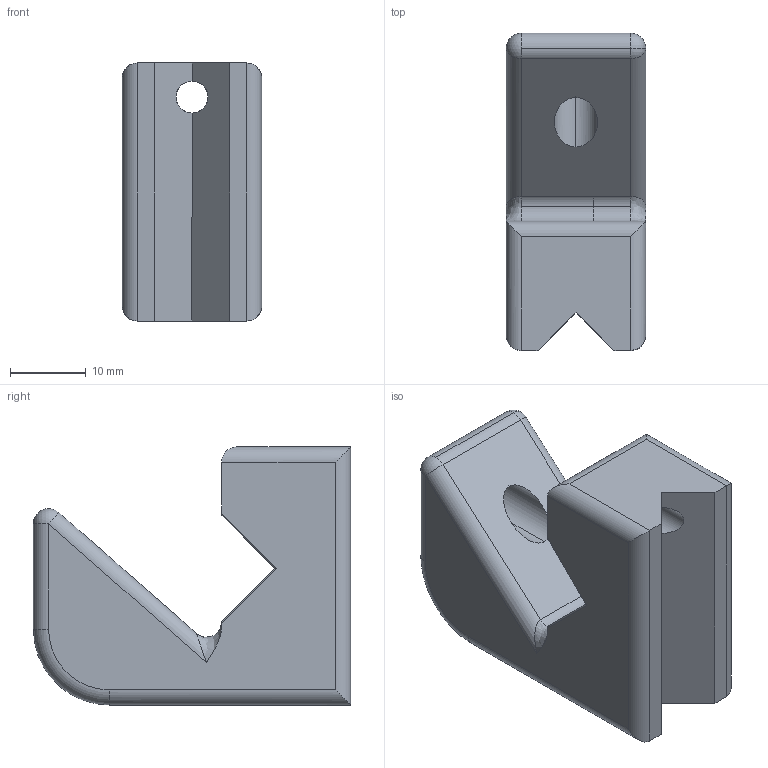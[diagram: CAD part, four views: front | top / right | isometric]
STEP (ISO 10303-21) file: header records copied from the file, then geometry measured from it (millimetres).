
FILE_DESCRIPTION (( 'STEP AP203' ), '1' );
FILE_NAME ('ear_bar_clamp.STEP', '2023-10-27T13:43:45', ( 'Neurobiology' ), ( '' ), 'SwSTEP 2.0', 'SolidWorks 2021', '' );
FILE_SCHEMA (( 'CONFIG_CONTROL_DESIGN' ));
Length unit declared in the file: millimetre
Products named in the file (1): ear_bar_clamp
Bounding box: 18.4 x 41.8 x 34 mm (x, y, z)
Volume: 15691.2 mm3; surface area: 5198.5 mm2
Topology: 1 solids, 1 shells, 48 faces, 118 edges, 69 vertices
Faces by surface type: cylinder 27, plane 14, sphere 3, bspline 2, torus 2
Entity records: 1552 total; most frequent: CARTESIAN_POINT 412, ORIENTED_EDGE 232, DIRECTION 213, EDGE_CURVE 116, AXIS2_PLACEMENT_3D 74, VERTEX_POINT 69, VECTOR 65, LINE 65
